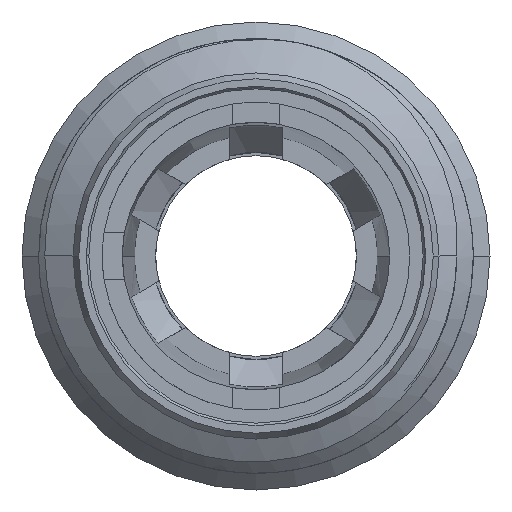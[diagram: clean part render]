
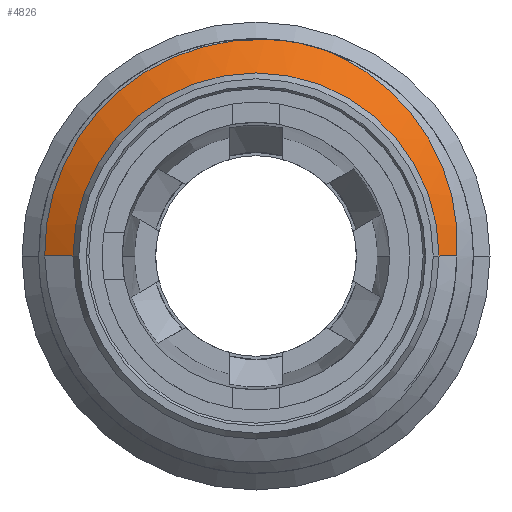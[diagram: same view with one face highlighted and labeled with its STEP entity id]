
A CAD part, left-side view. The second image highlights one B-rep face of the part: STEP entity #4826.
In plain terms, the highlighted conical face has half-angle 60 degrees and reference radius 5.987 mm.
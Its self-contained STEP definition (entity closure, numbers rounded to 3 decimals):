
#699=CARTESIAN_POINT('',(4.808,-6.008,0.));
#701=DIRECTION('',(0.5,0.866,0.));
#702=VECTOR('',#701,0.975);
#703=CARTESIAN_POINT('',(4.5,5.475,0.));
#704=LINE('2143',#703,#702);
#710=DIRECTION('',(-0.5,0.866,0.));
#711=VECTOR('',#710,0.615);
#712=CARTESIAN_POINT('',(4.808,-6.008,0.));
#713=LINE('2141',#712,#711);
#1005=CARTESIAN_POINT('',(4.987,6.319,0.));
#1006=CARTESIAN_POINT('',(4.992,6.328,0.535));
#1007=CARTESIAN_POINT('',(5.002,6.208,1.608));
#1008=CARTESIAN_POINT('',(5.017,5.63,3.125));
#1009=CARTESIAN_POINT('',(5.032,4.687,4.454));
#1010=CARTESIAN_POINT('',(5.047,3.436,5.508));
#1011=CARTESIAN_POINT('',(5.062,1.957,6.217));
#1012=CARTESIAN_POINT('',(5.077,0.344,6.534));
#1013=CARTESIAN_POINT('',(5.087,-0.753,
6.471));
#1014=CARTESIAN_POINT('',(5.092,-1.289,6.371));
#1080=CARTESIAN_POINT('',(5.092,0.,0.));
#1081=DIRECTION('',(-1.,0.,0.));
#1082=DIRECTION('',(0.,-0.32,0.948));
#1083=AXIS2_PLACEMENT_3D('',#1080,#1081,#1082);
#1085=CARTESIAN_POINT('',(4.808,-6.008,
0.));
#1086=CARTESIAN_POINT('',(4.827,-6.041,
0.504));
#1087=CARTESIAN_POINT('',(4.865,-5.979,1.526));
#1088=CARTESIAN_POINT('',(4.922,-5.503,3.006));
#1089=CARTESIAN_POINT('',(4.979,-4.665,4.337));
#1090=CARTESIAN_POINT('',(5.035,-3.51,5.433));
#1091=CARTESIAN_POINT('',(5.073,-2.574,5.957));
#1092=CARTESIAN_POINT('',(5.092,-2.078,6.159));
#1094=CARTESIAN_POINT('',(4.5,0.,0.));
#1095=DIRECTION('',(1.,0.,0.));
#1096=DIRECTION('',(0.,1.,0.));
#1097=AXIS2_PLACEMENT_3D('',#1094,#1095,#1096);
#2554=VERTEX_POINT('',#699);
#2555=VERTEX_POINT('',#1092);
#2559=CARTESIAN_POINT('',(5.092,-1.289,6.371));
#2560=VERTEX_POINT('',#2559);
#2562=CARTESIAN_POINT('',(4.5,-5.475,0.));
#2563=VERTEX_POINT('',#2562);
#2564=CARTESIAN_POINT('',(4.5,5.475,0.));
#2565=VERTEX_POINT('',#2564);
#2566=CARTESIAN_POINT('',(4.987,6.319,0.));
#2567=VERTEX_POINT('',#2566);
#4812=CARTESIAN_POINT('',(4.796,0.,0.));
#4813=DIRECTION('',(1.,0.,0.));
#4814=DIRECTION('',(0.,-1.,0.));
#4815=AXIS2_PLACEMENT_3D('',#4812,#4813,#4814);
#4816=CONICAL_SURFACE('2610',#4815,5.988,60.);
#4817=ORIENTED_EDGE('2138',*,*,#4157,.F.);
#4818=ORIENTED_EDGE('2132',*,*,#4136,.F.);
#4819=ORIENTED_EDGE('2141',*,*,#3968,.T.);
#4821=ORIENTED_EDGE('2142',*,*,#4820,.F.);
#4822=ORIENTED_EDGE('2143',*,*,#3965,.T.);
#4823=ORIENTED_EDGE('2144',*,*,#4796,.T.);
#4824=EDGE_LOOP('2610',(#4817,#4818,#4819,#4821,#4822,#4823));
#4825=FACE_OUTER_BOUND('2610',#4824,.F.);
#1015=B_SPLINE_CURVE_WITH_KNOTS('2144',3,(#1005,#1006,#1007,#1008,#1009,#1010,
#1011,#1012,#1013,#1014),.UNSPECIFIED.,.F.,.F.,(4,1,1,1,1,1,1,4),(0.,
0.143,0.286,0.429,0.571,
0.714,0.857,1.),.UNSPECIFIED.);
#1084=CIRCLE('2138',#1083,6.5);
#1093=B_SPLINE_CURVE_WITH_KNOTS('2132',3,(#1085,#1086,#1087,#1088,#1089,#1090,
#1091,#1092),.UNSPECIFIED.,.F.,.F.,(4,1,1,1,1,4),(0.,0.2,0.4,0.6,0.8,
1.),.UNSPECIFIED.);
#1098=CIRCLE('2142',#1097,5.475);
#3965=EDGE_CURVE('2143',#2565,#2567,#704,.T.);
#3968=EDGE_CURVE('2141',#2554,#2563,#713,.T.);
#4136=EDGE_CURVE('2132',#2554,#2555,#1093,.T.);
#4157=EDGE_CURVE('2138',#2555,#2560,#1084,.T.);
#4796=EDGE_CURVE('2144',#2567,#2560,#1015,.T.);
#4820=EDGE_CURVE('2142',#2565,#2563,#1098,.T.);
#4826=ADVANCED_FACE('2610',(#4825),#4816,.T.);
